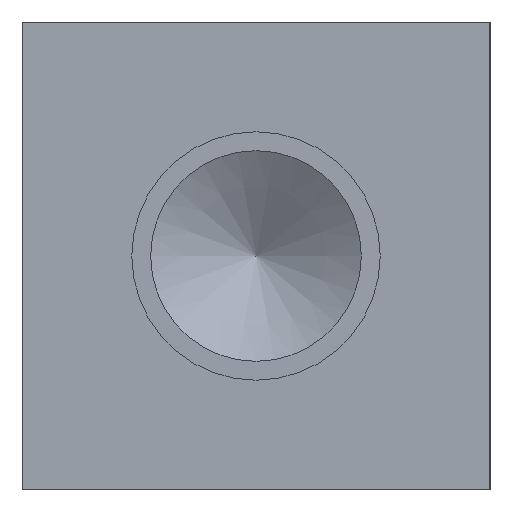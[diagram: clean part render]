
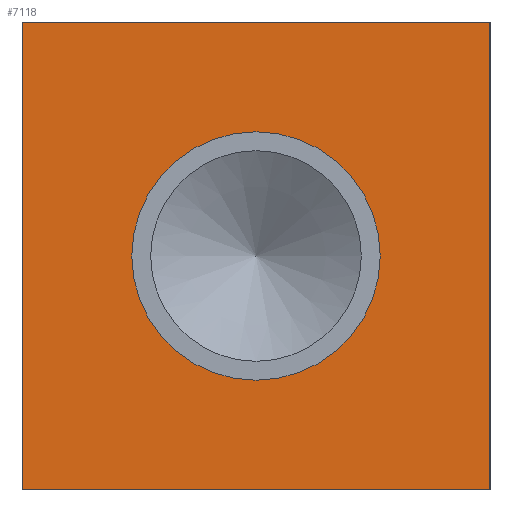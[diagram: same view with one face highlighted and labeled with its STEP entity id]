
A CAD part, left-side view. The second image highlights one B-rep face of the part: STEP entity #7118.
In plain terms, the highlighted planar face has unit normal (-1, 0, 0).
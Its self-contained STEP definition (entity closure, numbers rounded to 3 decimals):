
#154=CIRCLE('',#7495,16.853);
#155=CIRCLE('',#7496,16.853);
#206=FACE_BOUND('',#1208,.T.);
#435=PLANE('',#7498);
#796=FACE_OUTER_BOUND('',#1207,.T.);
#1207=EDGE_LOOP('',(#6335,#6336,#6337,#6338));
#1208=EDGE_LOOP('',(#6339,#6340));
#1482=LINE('',#10932,#2168);
#1902=LINE('',#12142,#2588);
#1903=LINE('',#12143,#2589);
#1904=LINE('',#12144,#2590);
#2168=VECTOR('',#7898,10.);
#2588=VECTOR('',#8906,10.);
#2589=VECTOR('',#8907,10.);
#2590=VECTOR('',#8908,10.);
#3072=VERTEX_POINT('',#10925);
#3075=VERTEX_POINT('',#10930);
#3440=VERTEX_POINT('',#12132);
#3441=VERTEX_POINT('',#12133);
#3442=VERTEX_POINT('',#12140);
#3443=VERTEX_POINT('',#12141);
#3878=EDGE_CURVE('',#3075,#3072,#1482,.T.);
#4410=EDGE_CURVE('',#3440,#3441,#154,.T.);
#4411=EDGE_CURVE('',#3441,#3440,#155,.T.);
#4414=EDGE_CURVE('',#3442,#3443,#1902,.T.);
#4415=EDGE_CURVE('',#3443,#3072,#1903,.T.);
#4416=EDGE_CURVE('',#3442,#3075,#1904,.T.);
#6335=ORIENTED_EDGE('',*,*,#4414,.T.);
#6336=ORIENTED_EDGE('',*,*,#4415,.T.);
#6337=ORIENTED_EDGE('',*,*,#3878,.F.);
#6338=ORIENTED_EDGE('',*,*,#4416,.F.);
#6339=ORIENTED_EDGE('',*,*,#4410,.T.);
#6340=ORIENTED_EDGE('',*,*,#4411,.T.);
#7118=ADVANCED_FACE('',(#796,#206),#435,.T.);
#7495=AXIS2_PLACEMENT_3D('',#12134,#8896,#8897);
#7496=AXIS2_PLACEMENT_3D('',#12135,#8898,#8899);
#7498=AXIS2_PLACEMENT_3D('',#12139,#8904,#8905);
#7898=DIRECTION('',(0.,-1.,0.));
#8896=DIRECTION('center_axis',(1.,0.,0.));
#8897=DIRECTION('ref_axis',(0.,1.,0.));
#8898=DIRECTION('center_axis',(1.,0.,0.));
#8899=DIRECTION('ref_axis',(0.,1.,0.));
#8904=DIRECTION('center_axis',(-1.,0.,0.));
#8905=DIRECTION('ref_axis',(0.,-1.,0.));
#8906=DIRECTION('',(0.,-1.,0.));
#8907=DIRECTION('',(0.,0.,1.));
#8908=DIRECTION('',(0.,0.,1.));
#10925=CARTESIAN_POINT('',(0.,0.,63.5));
#10930=CARTESIAN_POINT('',(0.,63.5,63.5));
#10932=CARTESIAN_POINT('',(0.,63.5,63.5));
#12132=CARTESIAN_POINT('',(0.,48.603,31.75));
#12133=CARTESIAN_POINT('',(0.,14.897,31.75));
#12134=CARTESIAN_POINT('Origin',(0.,31.75,31.75));
#12135=CARTESIAN_POINT('Origin',(0.,31.75,31.75));
#12139=CARTESIAN_POINT('Origin',(0.,63.5,0.));
#12140=CARTESIAN_POINT('',(0.,63.5,0.));
#12141=CARTESIAN_POINT('',(0.,0.,0.));
#12142=CARTESIAN_POINT('',(0.,63.5,0.));
#12143=CARTESIAN_POINT('',(0.,0.,0.));
#12144=CARTESIAN_POINT('',(0.,63.5,0.));
